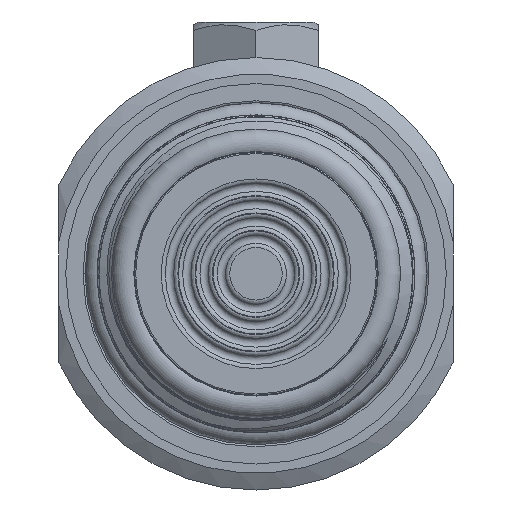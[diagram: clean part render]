
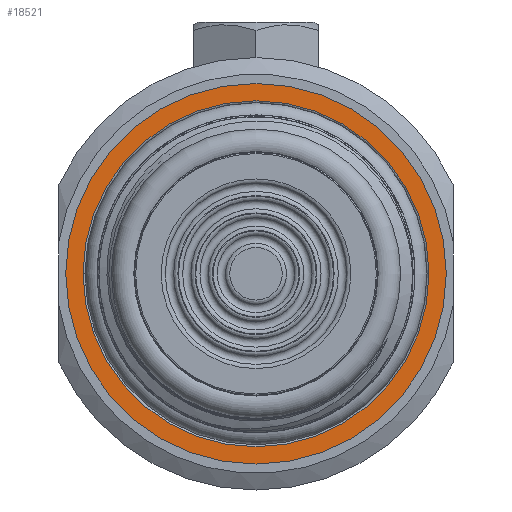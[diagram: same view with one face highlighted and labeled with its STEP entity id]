
A CAD part, left-side view. The second image highlights one B-rep face of the part: STEP entity #18521.
In plain terms, the highlighted planar face has unit normal (-1, 0, 0).
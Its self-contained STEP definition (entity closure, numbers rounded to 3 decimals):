
#215=FACE_BOUND('',#2961,.T.);
#429=PLANE('',#19829);
#1870=FACE_OUTER_BOUND('',#2960,.T.);
#2960=EDGE_LOOP('',(#17065));
#2961=EDGE_LOOP('',(#17066));
#3616=CIRCLE('',#19827,18.);
#3618=CIRCLE('',#19830,19.8);
#8699=VERTEX_POINT('',#72671);
#8700=VERTEX_POINT('',#72675);
#11493=EDGE_CURVE('',#8699,#8699,#3616,.T.);
#11495=EDGE_CURVE('',#8700,#8700,#3618,.T.);
#17065=ORIENTED_EDGE('',*,*,#11495,.F.);
#17066=ORIENTED_EDGE('',*,*,#11493,.T.);
#18521=ADVANCED_FACE('',(#1870,#215),#429,.T.);
#19827=AXIS2_PLACEMENT_3D('',#72672,#23355,#23356);
#19829=AXIS2_PLACEMENT_3D('',#72674,#23359,#23360);
#19830=AXIS2_PLACEMENT_3D('',#72676,#23361,#23362);
#23355=DIRECTION('center_axis',(1.,0.,0.));
#23356=DIRECTION('ref_axis',(0.,0.,-1.));
#23359=DIRECTION('center_axis',(-1.,0.,0.));
#23360=DIRECTION('ref_axis',(0.,0.,1.));
#23361=DIRECTION('center_axis',(1.,0.,0.));
#23362=DIRECTION('ref_axis',(0.,0.,-1.));
#72671=CARTESIAN_POINT('',(25.,0.,18.));
#72672=CARTESIAN_POINT('Origin',(25.,0.,0.));
#72674=CARTESIAN_POINT('Origin',(25.,19.8,0.));
#72675=CARTESIAN_POINT('',(25.,-19.8,0.));
#72676=CARTESIAN_POINT('Origin',(25.,0.,0.));
